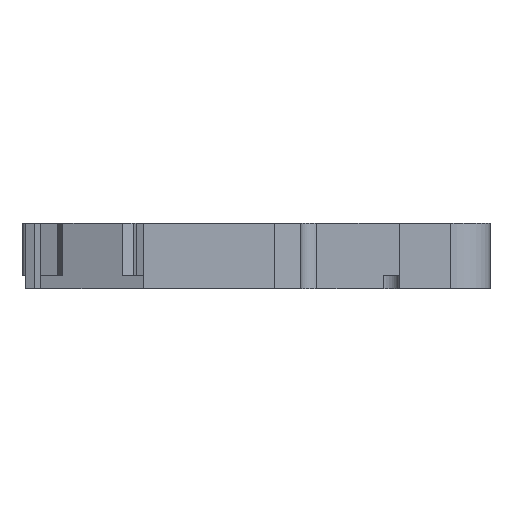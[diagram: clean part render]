
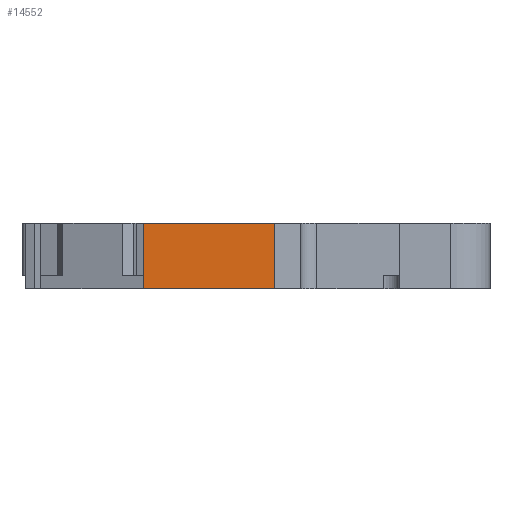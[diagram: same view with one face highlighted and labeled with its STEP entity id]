
A CAD part, left-side view. The second image highlights one B-rep face of the part: STEP entity #14552.
In plain terms, the highlighted planar face has unit normal (-1, 0, 0).
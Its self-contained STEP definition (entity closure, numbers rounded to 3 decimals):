
#1592 = CARTESIAN_POINT ( 'NONE',  ( -60.95, 19.5, 5. ) ) ;
#2389 = DIRECTION ( 'NONE',  ( 0., 0., -1. ) ) ;
#2842 = DIRECTION ( 'NONE',  ( 0., 0., 1. ) ) ;
#3329 = CARTESIAN_POINT ( 'NONE',  ( -60.95, 19.5, 0. ) ) ;
#3440 = CARTESIAN_POINT ( 'NONE',  ( -60.95, 9.5, 0. ) ) ;
#3508 = LINE ( 'NONE', #9952, #10099 ) ;
#4167 = VERTEX_POINT ( 'NONE', #3440 ) ;
#4343 = EDGE_CURVE ( 'NONE', #4937, #4167, #12761, .T. ) ;
#4451 = CARTESIAN_POINT ( 'NONE',  ( -60.95, 19.5, 0. ) ) ;
#4464 = VERTEX_POINT ( 'NONE', #11037 ) ;
#4599 = LINE ( 'NONE', #6312, #15208 ) ;
#4714 = ORIENTED_EDGE ( 'NONE', *, *, #10022, .T. ) ;
#4937 = VERTEX_POINT ( 'NONE', #3329 ) ;
#5233 = CARTESIAN_POINT ( 'NONE',  ( -60.95, 19.5, 5. ) ) ;
#5243 = EDGE_LOOP ( 'NONE', ( #14667, #6124, #4714, #13297 ) ) ;
#5255 = PLANE ( 'NONE',  #7110 ) ;
#5307 = VECTOR ( 'NONE', #2389, 1000. ) ;
#5415 = FACE_OUTER_BOUND ( 'NONE', #5243, .T. ) ;
#6075 = CARTESIAN_POINT ( 'NONE',  ( -60.95, 19.5, 5. ) ) ;
#6124 = ORIENTED_EDGE ( 'NONE', *, *, #12628, .F. ) ;
#6208 = VECTOR ( 'NONE', #8203, 1000. ) ;
#6312 = CARTESIAN_POINT ( 'NONE',  ( -60.95, 9.5, 5. ) ) ;
#7110 = AXIS2_PLACEMENT_3D ( 'NONE', #1592, #10266, #2842 ) ;
#8203 = DIRECTION ( 'NONE',  ( 0., -1., 0. ) ) ;
#8580 = LINE ( 'NONE', #6075, #5307 ) ;
#9295 = EDGE_CURVE ( 'NONE', #9557, #4937, #8580, .T. ) ;
#9557 = VERTEX_POINT ( 'NONE', #5233 ) ;
#9952 = CARTESIAN_POINT ( 'NONE',  ( -60.95, 19.5, 5. ) ) ;
#10022 = EDGE_CURVE ( 'NONE', #4464, #9557, #3508, .T. ) ;
#10046 = DIRECTION ( 'NONE',  ( 0., 0., -1. ) ) ;
#10099 = VECTOR ( 'NONE', #12256, 1000. ) ;
#10266 = DIRECTION ( 'NONE',  ( -1., 0., 0. ) ) ;
#11037 = CARTESIAN_POINT ( 'NONE',  ( -60.95, 9.5, 5. ) ) ;
#12256 = DIRECTION ( 'NONE',  ( 0., 1., 0. ) ) ;
#12628 = EDGE_CURVE ( 'NONE', #4464, #4167, #4599, .T. ) ;
#12761 = LINE ( 'NONE', #4451, #6208 ) ;
#13297 = ORIENTED_EDGE ( 'NONE', *, *, #9295, .T. ) ;
#14552 = ADVANCED_FACE ( 'NONE', ( #5415 ), #5255, .T. ) ;
#14667 = ORIENTED_EDGE ( 'NONE', *, *, #4343, .T. ) ;
#15208 = VECTOR ( 'NONE', #10046, 1000. ) ;
